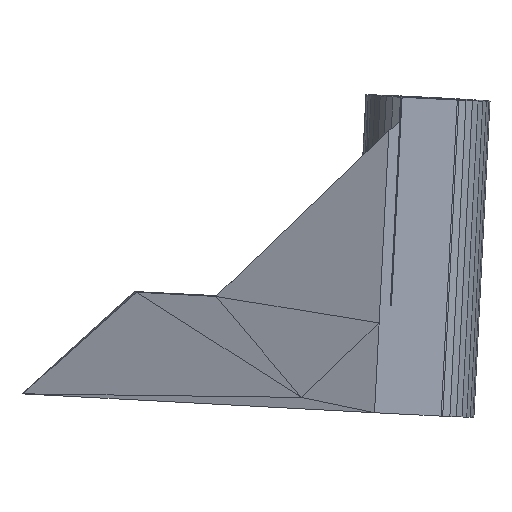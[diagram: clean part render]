
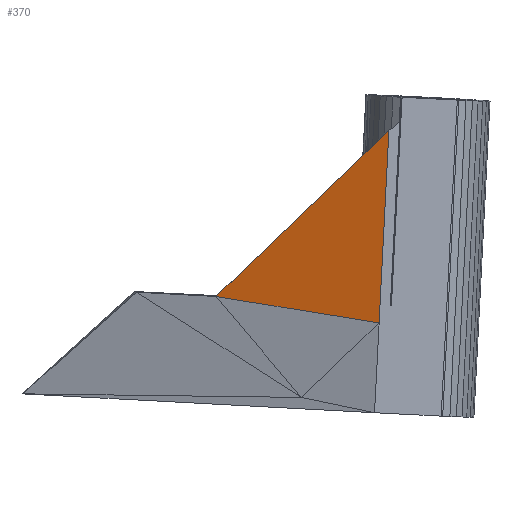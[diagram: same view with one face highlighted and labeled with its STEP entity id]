
A CAD part, left-side view. The second image highlights one B-rep face of the part: STEP entity #370.
In plain terms, the highlighted planar face has unit normal (-0.941, 0.34, 0.01).
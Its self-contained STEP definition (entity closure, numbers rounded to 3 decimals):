
#269 = VERTEX_POINT('',#270);
#270 = CARTESIAN_POINT('',(-1.644,15.015,
    -14.05));
#283 = PLANE('',#284);
#284 = AXIS2_PLACEMENT_3D('',#285,#286,#287);
#285 = CARTESIAN_POINT('',(-3.726,9.33,
    -16.775));
#286 = DIRECTION('',(0.941,-0.34,-0.01
    ));
#287 = DIRECTION('',(0.34,0.939,0.05)
  );
#318 = EDGE_CURVE('',#319,#269,#321,.T.);
#319 = VERTEX_POINT('',#320);
#320 = CARTESIAN_POINT('',(-5.835,3.464,
    -15.927));
#321 = SURFACE_CURVE('',#322,(#326,#333),.PCURVE_S1.);
#322 = LINE('',#323,#324);
#323 = CARTESIAN_POINT('',(-5.835,3.464,
    -15.927));
#324 = VECTOR('',#325,1.);
#325 = DIRECTION('',(0.337,0.929,0.151));
#326 = PCURVE('',#283,#327);
#327 = DEFINITIONAL_REPRESENTATION('',(#328),#332);
#328 = LINE('',#329,#330);
#329 = CARTESIAN_POINT('',(-6.183,1.161));
#330 = VECTOR('',#331,1.);
#331 = DIRECTION('',(0.995,0.101));
#332 = ( GEOMETRIC_REPRESENTATION_CONTEXT(2) 
PARAMETRIC_REPRESENTATION_CONTEXT() REPRESENTATION_CONTEXT('2D SPACE',''
  ) );
#333 = PCURVE('',#334,#339);
#334 = PLANE('',#335);
#335 = AXIS2_PLACEMENT_3D('',#336,#337,#338);
#336 = CARTESIAN_POINT('',(-1.644,15.015,
    -14.05));
#337 = DIRECTION('',(0.941,-0.34,-0.01)
  );
#338 = DIRECTION('',(0.34,0.939,0.05));
#339 = DEFINITIONAL_REPRESENTATION('',(#340),#343);
#340 = B_SPLINE_CURVE_WITH_KNOTS('',1,(#341,#342),.UNSPECIFIED.,.F.,.F.,
  (2,2),(0.,12.43),.PIECEWISE_BEZIER_KNOTS.);
#341 = CARTESIAN_POINT('',(-12.367,-1.255));
#342 = CARTESIAN_POINT('',(0.,0.));
#343 = ( GEOMETRIC_REPRESENTATION_CONTEXT(2) 
PARAMETRIC_REPRESENTATION_CONTEXT() REPRESENTATION_CONTEXT('2D SPACE',''
  ) );
#370 = ADVANCED_FACE('',(#371),#334,.F.);
#371 = FACE_BOUND('',#372,.T.);
#372 = EDGE_LOOP('',(#373,#374,#402));
#373 = ORIENTED_EDGE('',*,*,#318,.F.);
#374 = ORIENTED_EDGE('',*,*,#375,.T.);
#375 = EDGE_CURVE('',#319,#376,#378,.T.);
#376 = VERTEX_POINT('',#377);
#377 = CARTESIAN_POINT('',(-5.936,2.77,
    -2.323));
#378 = SURFACE_CURVE('',#379,(#383,#390),.PCURVE_S1.);
#379 = LINE('',#380,#381);
#380 = CARTESIAN_POINT('',(-5.835,3.464,
    -15.927));
#381 = VECTOR('',#382,1.);
#382 = DIRECTION('',(-0.007,-0.051,
    0.999));
#383 = PCURVE('',#334,#384);
#384 = DEFINITIONAL_REPRESENTATION('',(#385),#389);
#385 = LINE('',#386,#387);
#386 = CARTESIAN_POINT('',(-12.367,-1.255));
#387 = VECTOR('',#388,1.);
#388 = DIRECTION('',(0.,1.));
#389 = ( GEOMETRIC_REPRESENTATION_CONTEXT(2) 
PARAMETRIC_REPRESENTATION_CONTEXT() REPRESENTATION_CONTEXT('2D SPACE',''
  ) );
#390 = PCURVE('',#391,#396);
#391 = PLANE('',#392);
#392 = AXIS2_PLACEMENT_3D('',#393,#394,#395);
#393 = CARTESIAN_POINT('',(-5.84,1.302,
    -10.311));
#394 = DIRECTION('',(-1.,-0.02,
    -0.008));
#395 = DIRECTION('',(0.02,-1.,0.));
#396 = DEFINITIONAL_REPRESENTATION('',(#397),#401);
#397 = LINE('',#398,#399);
#398 = CARTESIAN_POINT('',(-2.161,-5.616));
#399 = VECTOR('',#400,1.);
#400 = DIRECTION('',(0.051,0.999));
#401 = ( GEOMETRIC_REPRESENTATION_CONTEXT(2) 
PARAMETRIC_REPRESENTATION_CONTEXT() REPRESENTATION_CONTEXT('2D SPACE',''
  ) );
#402 = ORIENTED_EDGE('',*,*,#403,.T.);
#403 = EDGE_CURVE('',#376,#269,#404,.T.);
#404 = SURFACE_CURVE('',#405,(#409,#416),.PCURVE_S1.);
#405 = LINE('',#406,#407);
#406 = CARTESIAN_POINT('',(-5.936,2.77,
    -2.323));
#407 = VECTOR('',#408,1.);
#408 = DIRECTION('',(0.245,0.7,-0.671));
#409 = PCURVE('',#334,#410);
#410 = DEFINITIONAL_REPRESENTATION('',(#411),#415);
#411 = LINE('',#412,#413);
#412 = CARTESIAN_POINT('',(-12.367,12.367));
#413 = VECTOR('',#414,1.);
#414 = DIRECTION('',(0.707,-0.707));
#415 = ( GEOMETRIC_REPRESENTATION_CONTEXT(2) 
PARAMETRIC_REPRESENTATION_CONTEXT() REPRESENTATION_CONTEXT('2D SPACE',''
  ) );
#416 = PCURVE('',#417,#422);
#417 = PLANE('',#418);
#418 = AXIS2_PLACEMENT_3D('',#419,#420,#421);
#419 = CARTESIAN_POINT('',(-3.467,8.689,
    -8.117));
#420 = DIRECTION('',(0.235,0.628,0.742));
#421 = DIRECTION('',(-0.01,0.765,-0.644
    ));
#422 = DEFINITIONAL_REPRESENTATION('',(#423),#426);
#423 = B_SPLINE_CURVE_WITH_KNOTS('',1,(#424,#425),.UNSPECIFIED.,.F.,.F.,
  (2,2),(0.,17.489),.PIECEWISE_BEZIER_KNOTS.);
#424 = CARTESIAN_POINT('',(-8.236,2.621));
#425 = CARTESIAN_POINT('',(8.643,-1.961));
#426 = ( GEOMETRIC_REPRESENTATION_CONTEXT(2) 
PARAMETRIC_REPRESENTATION_CONTEXT() REPRESENTATION_CONTEXT('2D SPACE',''
  ) );
